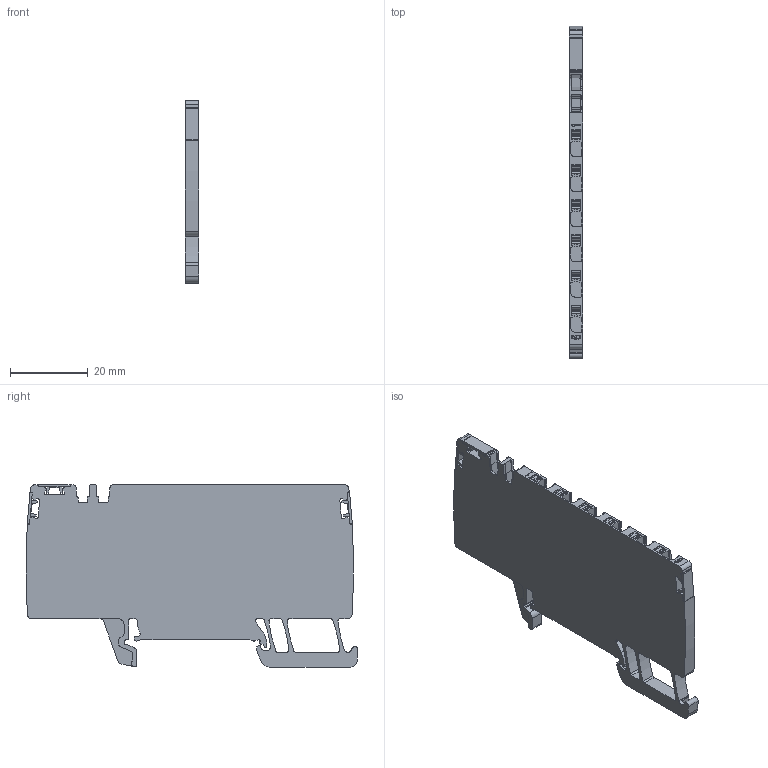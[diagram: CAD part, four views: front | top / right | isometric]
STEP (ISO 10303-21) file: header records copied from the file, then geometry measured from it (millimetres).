
FILE_DESCRIPTION(('CATIA V5 STEP Exchange','CAx-IF Rec.Pracs.--- Model Styling and Organization---1.5--- 2016-08-15','CAx-IF Rec.Pracs.---Supplemental Geometry---1.0---2011-11-01','CAx-IF Rec.Pracs.--- Composite Materials ---1.1---2010-07-15'),'2;1');
FILE_NAME ('1135705-1_2', '2024-05-29T06:25:27+00:00', ('none'), ('Weidmueller'), 'CATIA Version 5-6 Release 2022 SP4 HF5', 'CATIA V5 STEP AP214 v3', 'none');
FILE_SCHEMA(('AUTOMOTIVE_DESIGN { 1 0 10303 214 1 1 1 1 }'));
Length unit declared in the file: millimetre
Products named in the file (1): 2675350000_AAP11_1-5_LI_DL_OR
Bounding box: 3.5 x 85.09 x 46.85 mm (x, y, z)
Volume: 10461.7 mm3; surface area: 8733.2 mm2
Topology: 2 solids, 2 shells, 721 faces, 2124 edges, 1419 vertices
Faces by surface type: plane 426, cylinder 261, extrusion 34
Entity records: 24731 total; most frequent: CARTESIAN_POINT 5502, ORIENTED_EDGE 4248, DIRECTION 3122, EDGE_CURVE 2124, VECTOR 1523, LINE 1489, VERTEX_POINT 1419, AXIS2_PLACEMENT_3D 1050
